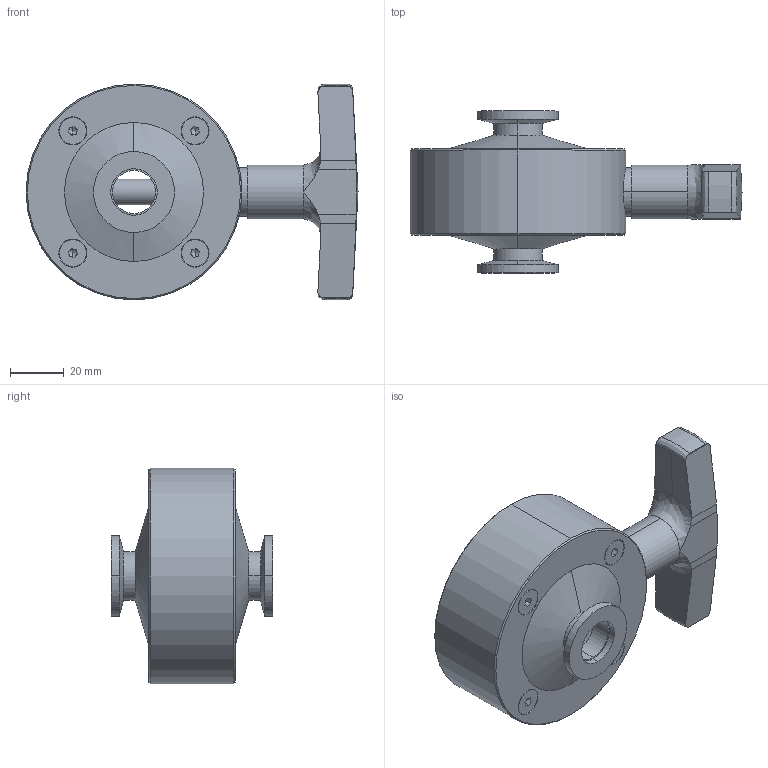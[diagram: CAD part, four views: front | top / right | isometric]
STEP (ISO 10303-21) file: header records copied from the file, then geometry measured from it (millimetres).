
FILE_DESCRIPTION (( 'STEP AP214' ), '1' );
FILE_NAME ('110VSM016.A.stp', '2017-05-09T09:25:07', ( '' ), ( '' ), 'SwSTEP 2.0', 'SolidWorks 2015', '' );
FILE_SCHEMA (( 'AUTOMOTIVE_DESIGN' ));
Length unit declared in the file: millimetre
Products named in the file (1): 110VSM016.A
Bounding box: 123 x 60 x 80 mm (x, y, z)
Surface area: 46678.8 mm2 (no closed solid volume)
Topology: 0 solids, 13 shells, 408 faces, 993 edges, 622 vertices
Faces by surface type: cylinder 165, plane 116, cone 105, bspline 22
Entity records: 14272 total; most frequent: CARTESIAN_POINT 4435, DIRECTION 2055, ORIENTED_EDGE 1922, EDGE_CURVE 969, AXIS2_PLACEMENT_3D 834, VERTEX_POINT 622, EDGE_LOOP 465, CIRCLE 447
